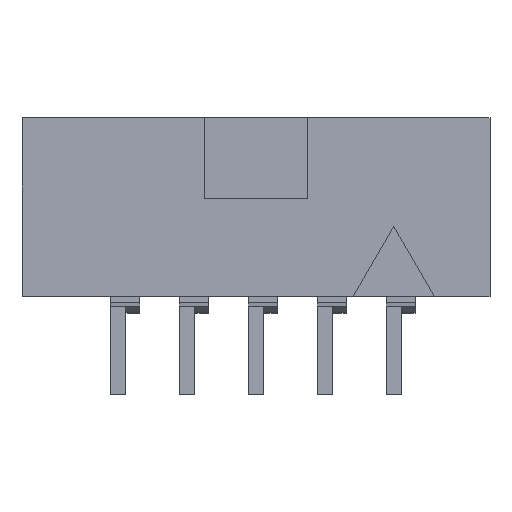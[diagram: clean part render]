
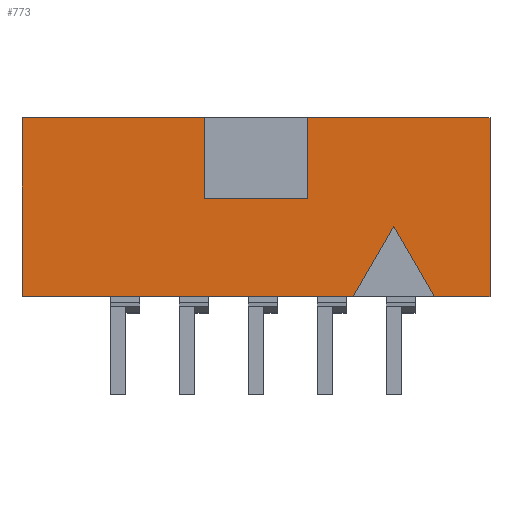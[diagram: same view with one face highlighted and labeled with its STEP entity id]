
A CAD part, top view. The second image highlights one B-rep face of the part: STEP entity #773.
In plain terms, the highlighted planar face has unit normal (0, 0, 1).
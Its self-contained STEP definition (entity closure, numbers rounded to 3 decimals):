
#7 = VERTEX_POINT ( 'NONE', #1764 ) ;
#8 = EDGE_LOOP ( 'NONE', ( #5990, #9335, #9033, #6375, #9153, #1284, #449, #626, #8574, #9499, #387 ) ) ;
#19 = EDGE_CURVE ( 'NONE', #692, #639, #1779, .T. ) ;
#47 = EDGE_CURVE ( 'NONE', #468, #369, #1892, .T. ) ;
#134 = VERTEX_POINT ( 'NONE', #2126 ) ;
#164 = VERTEX_POINT ( 'NONE', #2204 ) ;
#369 = VERTEX_POINT ( 'NONE', #2852 ) ;
#387 = ORIENTED_EDGE ( 'NONE', *, *, #601, .T. ) ;
#449 = ORIENTED_EDGE ( 'NONE', *, *, #19, .F. ) ;
#468 = VERTEX_POINT ( 'NONE', #3405 ) ;
#601 = EDGE_CURVE ( 'NONE', #369, #1700, #3714, .T. ) ;
#626 = ORIENTED_EDGE ( 'NONE', *, *, #7550, .F. ) ;
#639 = VERTEX_POINT ( 'NONE', #3810 ) ;
#692 = VERTEX_POINT ( 'NONE', #3951 ) ;
#773 = ADVANCED_FACE ( 'NONE', ( #4212 ), #4213, .F. ) ;
#1284 = ORIENTED_EDGE ( 'NONE', *, *, #9059, .F. ) ;
#1476 = EDGE_CURVE ( 'NONE', #468, #1546, #6663, .T. ) ;
#1530 = EDGE_CURVE ( 'NONE', #7, #164, #6935, .T. ) ;
#1546 = VERTEX_POINT ( 'NONE', #7004 ) ;
#1700 = VERTEX_POINT ( 'NONE', #7686 ) ;
#1764 = CARTESIAN_POINT ( 'NONE',  ( 6.581, 0.6, 3.05 ) ) ;
#1779 = LINE ( 'NONE', #1780, #1781 ) ;
#1780 = CARTESIAN_POINT ( 'NONE',  ( -1.9, 4.2, 3.05 ) ) ;
#1781 = VECTOR ( 'NONE', #1782, 1000. ) ;
#1782 = DIRECTION ( 'NONE',  ( 1., 0., 0. ) ) ;
#1892 = LINE ( 'NONE', #1893, #1894 ) ;
#1893 = CARTESIAN_POINT ( 'NONE',  ( -8.63, 7.2, 3.05 ) ) ;
#1894 = VECTOR ( 'NONE', #1895, 1000. ) ;
#1895 = DIRECTION ( 'NONE',  ( 0., -1., 0. ) ) ;
#1897 = VERTEX_POINT ( 'NONE', #8072 ) ;
#2126 = CARTESIAN_POINT ( 'NONE',  ( 1.9, 7.2, 3.05 ) ) ;
#2204 = CARTESIAN_POINT ( 'NONE',  ( 8.63, 0.6, 3.05 ) ) ;
#2831 = EDGE_CURVE ( 'NONE', #9146, #7, #8635, .T. ) ;
#2852 = CARTESIAN_POINT ( 'NONE',  ( -8.63, 0.6, 3.05 ) ) ;
#3405 = CARTESIAN_POINT ( 'NONE',  ( -8.63, 7.2, 3.05 ) ) ;
#3714 = LINE ( 'NONE', #3715, #3716 ) ;
#3715 = CARTESIAN_POINT ( 'NONE',  ( -8.63, 0.6, 3.05 ) ) ;
#3716 = VECTOR ( 'NONE', #3717, 1000. ) ;
#3717 = DIRECTION ( 'NONE',  ( 1., 0., 0. ) ) ;
#3810 = CARTESIAN_POINT ( 'NONE',  ( 1.9, 4.2, 3.05 ) ) ;
#3951 = CARTESIAN_POINT ( 'NONE',  ( -1.9, 4.2, 3.05 ) ) ;
#4212 = FACE_OUTER_BOUND ( 'NONE', #8, .T. ) ;
#4213 = PLANE ( 'NONE',  #4214 ) ;
#4214 = AXIS2_PLACEMENT_3D ( 'NONE', #4215, #4216, #4217 ) ;
#4215 = CARTESIAN_POINT ( 'NONE',  ( -8.63, 7.2, 3.05 ) ) ;
#4216 = DIRECTION ( 'NONE',  ( 0., 0., -1. ) ) ;
#4217 = DIRECTION ( 'NONE',  ( -1., 0., 0. ) ) ;
#5559 = LINE ( 'NONE', #5560, #5561 ) ;
#5560 = CARTESIAN_POINT ( 'NONE',  ( 8.63, 7.2, 3.05 ) ) ;
#5561 = VECTOR ( 'NONE', #5562, 1000. ) ;
#5562 = DIRECTION ( 'NONE',  ( 0., -1., 0. ) ) ;
#5658 = EDGE_CURVE ( 'NONE', #1897, #164, #5559, .T. ) ;
#5990 = ORIENTED_EDGE ( 'NONE', *, *, #9222, .T. ) ;
#6375 = ORIENTED_EDGE ( 'NONE', *, *, #5658, .F. ) ;
#6462 = LINE ( 'NONE', #6463, #6464 ) ;
#6463 = CARTESIAN_POINT ( 'NONE',  ( -1.9, 4.2, 3.05 ) ) ;
#6464 = VECTOR ( 'NONE', #6465, 1000. ) ;
#6465 = DIRECTION ( 'NONE',  ( 0., -1., 0. ) ) ;
#6663 = LINE ( 'NONE', #6664, #6665 ) ;
#6664 = CARTESIAN_POINT ( 'NONE',  ( -8.63, 7.2, 3.05 ) ) ;
#6665 = VECTOR ( 'NONE', #6667, 1000. ) ;
#6667 = DIRECTION ( 'NONE',  ( 1., 0., 0. ) ) ;
#6935 = LINE ( 'NONE', #6936, #6937 ) ;
#6936 = CARTESIAN_POINT ( 'NONE',  ( -8.63, 0.6, 3.05 ) ) ;
#6937 = VECTOR ( 'NONE', #6938, 1000. ) ;
#6938 = DIRECTION ( 'NONE',  ( 1., 0., 0. ) ) ;
#7004 = CARTESIAN_POINT ( 'NONE',  ( -1.9, 7.2, 3.05 ) ) ;
#7550 = EDGE_CURVE ( 'NONE', #1546, #692, #6462, .T. ) ;
#7680 = LINE ( 'NONE', #7681, #7682 ) ;
#7681 = CARTESIAN_POINT ( 'NONE',  ( -8.63, 7.2, 3.05 ) ) ;
#7682 = VECTOR ( 'NONE', #7683, 1000. ) ;
#7683 = DIRECTION ( 'NONE',  ( 1., 0., 0. ) ) ;
#7686 = CARTESIAN_POINT ( 'NONE',  ( 3.579, 0.6, 3.05 ) ) ;
#7772 = LINE ( 'NONE', #7773, #7774 ) ;
#7773 = CARTESIAN_POINT ( 'NONE',  ( 1.9, 4.2, 3.05 ) ) ;
#7774 = VECTOR ( 'NONE', #7775, 1000. ) ;
#7775 = DIRECTION ( 'NONE',  ( 0., 1., 0. ) ) ;
#7914 = CARTESIAN_POINT ( 'NONE',  ( 5.08, 3.2, 3.05 ) ) ;
#8072 = CARTESIAN_POINT ( 'NONE',  ( 8.63, 7.2, 3.05 ) ) ;
#8075 = LINE ( 'NONE', #8076, #8077 ) ;
#8076 = CARTESIAN_POINT ( 'NONE',  ( 5.08, 3.2, 3.05 ) ) ;
#8077 = VECTOR ( 'NONE', #8078, 1000. ) ;
#8078 = DIRECTION ( 'NONE',  ( 0.5, 0.866, 0. ) ) ;
#8574 = ORIENTED_EDGE ( 'NONE', *, *, #1476, .F. ) ;
#8635 = LINE ( 'NONE', #8636, #8637 ) ;
#8636 = CARTESIAN_POINT ( 'NONE',  ( 6.581, 0.6, 3.05 ) ) ;
#8637 = VECTOR ( 'NONE', #8638, 1000. ) ;
#8638 = DIRECTION ( 'NONE',  ( 0.5, -0.866, 0. ) ) ;
#9028 = EDGE_CURVE ( 'NONE', #134, #1897, #7680, .T. ) ;
#9033 = ORIENTED_EDGE ( 'NONE', *, *, #1530, .T. ) ;
#9059 = EDGE_CURVE ( 'NONE', #639, #134, #7772, .T. ) ;
#9146 = VERTEX_POINT ( 'NONE', #7914 ) ;
#9153 = ORIENTED_EDGE ( 'NONE', *, *, #9028, .F. ) ;
#9222 = EDGE_CURVE ( 'NONE', #1700, #9146, #8075, .T. ) ;
#9335 = ORIENTED_EDGE ( 'NONE', *, *, #2831, .T. ) ;
#9499 = ORIENTED_EDGE ( 'NONE', *, *, #47, .T. ) ;
